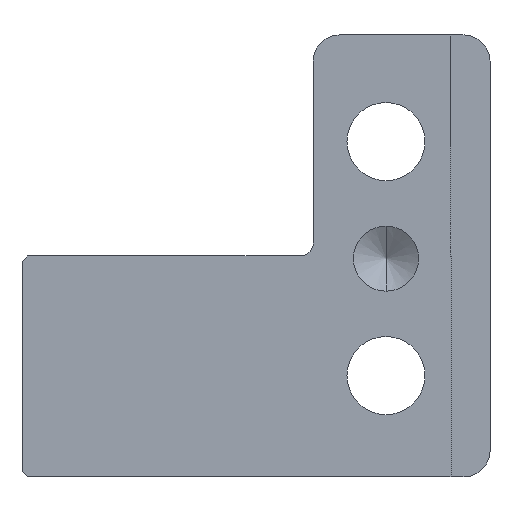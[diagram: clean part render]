
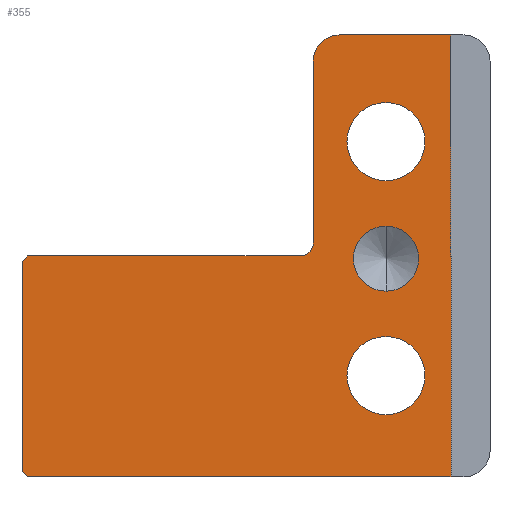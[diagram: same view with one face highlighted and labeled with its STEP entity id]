
A CAD part, front view. The second image highlights one B-rep face of the part: STEP entity #355.
In plain terms, the highlighted planar face has unit normal (0, -1, 0).
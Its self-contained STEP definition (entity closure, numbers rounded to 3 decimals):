
#7 = DIRECTION ( 'NONE',  ( 0., 1., 0. ) ) ;
#17 = EDGE_CURVE ( 'NONE', #2000, #2009, #1446, .T. ) ;
#32 = ORIENTED_EDGE ( 'NONE', *, *, #276, .T. ) ;
#44 = CARTESIAN_POINT ( 'NONE',  ( -10., 1.2, 1.2 ) ) ;
#71 = ORIENTED_EDGE ( 'NONE', *, *, #973, .T. ) ;
#80 = DIRECTION ( 'NONE',  ( 0., 0., 1. ) ) ;
#102 = CARTESIAN_POINT ( 'NONE',  ( 4., 1.2, 8.15 ) ) ;
#104 = ORIENTED_EDGE ( 'NONE', *, *, #1256, .F. ) ;
#109 = VERTEX_POINT ( 'NONE', #626 ) ;
#115 = DIRECTION ( 'NONE',  ( 0., 0., 1. ) ) ;
#117 = CARTESIAN_POINT ( 'NONE',  ( 0.7, 1.2, 9.5 ) ) ;
#122 = AXIS2_PLACEMENT_3D ( 'NONE', #939, #1013, #1020 ) ;
#123 = CARTESIAN_POINT ( 'NONE',  ( 6.5, 1.2, 1. ) ) ;
#176 = VERTEX_POINT ( 'NONE', #212 ) ;
#203 = ORIENTED_EDGE ( 'NONE', *, *, #405, .T. ) ;
#212 = CARTESIAN_POINT ( 'NONE',  ( 4., 1.2, 6.4 ) ) ;
#241 = CARTESIAN_POINT ( 'NONE',  ( 1.2, 1.2, 10. ) ) ;
#255 = CARTESIAN_POINT ( 'NONE',  ( 4., 1.2, 9.4 ) ) ;
#274 = DIRECTION ( 'NONE',  ( 0., 1., 0. ) ) ;
#276 = EDGE_CURVE ( 'NONE', #2003, #1996, #1236, .T. ) ;
#299 = CIRCLE ( 'NONE', #1237, 1.25 ) ;
#304 = CARTESIAN_POINT ( 'NONE',  ( -9.8, 1.2, 1. ) ) ;
#307 = DIRECTION ( 'NONE',  ( 0., 0., 1. ) ) ;
#317 = CARTESIAN_POINT ( 'NONE',  ( 6.5, 1.2, 19.858 ) ) ;
#321 = VERTEX_POINT ( 'NONE', #609 ) ;
#355 = ADVANCED_FACE ( 'NONE', ( #1167, #1169, #1175, #1174 ), #944, .F. ) ;
#368 = CARTESIAN_POINT ( 'NONE',  ( -10., 1.2, 9.3 ) ) ;
#393 = DIRECTION ( 'NONE',  ( 1., 0., 0. ) ) ;
#405 = EDGE_CURVE ( 'NONE', #1963, #109, #1138, .T. ) ;
#417 = EDGE_CURVE ( 'NONE', #321, #1364, #1134, .T. ) ;
#419 = AXIS2_PLACEMENT_3D ( 'NONE', #1325, #1330, #1349 ) ;
#443 = CARTESIAN_POINT ( 'NONE',  ( 6.5, 1.2, 18. ) ) ;
#447 = CIRCLE ( 'NONE', #1309, 0.5 ) ;
#458 = DIRECTION ( 'NONE',  ( 0.707, 0., -0.707 ) ) ;
#459 = EDGE_CURVE ( 'NONE', #2003, #1058, #1112, .T. ) ;
#471 = EDGE_CURVE ( 'NONE', #1364, #321, #1106, .T. ) ;
#477 = ORIENTED_EDGE ( 'NONE', *, *, #1098, .T. ) ;
#494 = ORIENTED_EDGE ( 'NONE', *, *, #1107, .F. ) ;
#521 = VECTOR ( 'NONE', #1693, 1000. ) ;
#526 = CARTESIAN_POINT ( 'NONE',  ( -10., 1.2, 9.5 ) ) ;
#539 = LINE ( 'NONE', #1184, #521 ) ;
#551 = DIRECTION ( 'NONE',  ( 0., 0., -1. ) ) ;
#600 = CIRCLE ( 'NONE', #1388, 1.25 ) ;
#604 = EDGE_CURVE ( 'NONE', #176, #1244, #985, .T. ) ;
#609 = CARTESIAN_POINT ( 'NONE',  ( 4., 1.2, 15.4 ) ) ;
#617 = CIRCLE ( 'NONE', #1393, 1.5 ) ;
#626 = CARTESIAN_POINT ( 'NONE',  ( 1.2, 1.2, 17. ) ) ;
#636 = VECTOR ( 'NONE', #551, 1000. ) ;
#653 = VECTOR ( 'NONE', #458, 1000. ) ;
#662 = CARTESIAN_POINT ( 'NONE',  ( 1.2, 1.2, 18. ) ) ;
#663 = LINE ( 'NONE', #662, #636 ) ;
#664 = EDGE_LOOP ( 'NONE', ( #1524, #1908, #1853, #71, #1510, #32, #104, #203, #1419, #1765 ) ) ;
#669 = LINE ( 'NONE', #1310, #653 ) ;
#708 = DIRECTION ( 'NONE',  ( 0., 0., 1. ) ) ;
#739 = EDGE_CURVE ( 'NONE', #1976, #1061, #839, .T. ) ;
#740 = CARTESIAN_POINT ( 'NONE',  ( 4., 1.2, 9.4 ) ) ;
#741 = LINE ( 'NONE', #1798, #769 ) ;
#763 = EDGE_LOOP ( 'NONE', ( #1680, #477 ) ) ;
#769 = VECTOR ( 'NONE', #1357, 1000. ) ;
#839 = LINE ( 'NONE', #1253, #855 ) ;
#855 = VECTOR ( 'NONE', #1689, 1000. ) ;
#870 = ORIENTED_EDGE ( 'NONE', *, *, #417, .T. ) ;
#872 = DIRECTION ( 'NONE',  ( 0., -1., 0. ) ) ;
#885 = CARTESIAN_POINT ( 'NONE',  ( 4., 1.2, 4.9 ) ) ;
#886 = DIRECTION ( 'NONE',  ( 0., 0., -1. ) ) ;
#907 = EDGE_CURVE ( 'NONE', #2000, #1976, #741, .T. ) ;
#939 = CARTESIAN_POINT ( 'NONE',  ( 1.75, 1.2, 18. ) ) ;
#944 = PLANE ( 'NONE',  #122 ) ;
#973 = EDGE_CURVE ( 'NONE', #1061, #1058, #669, .T. ) ;
#985 = CIRCLE ( 'NONE', #1782, 1.5 ) ;
#999 = CARTESIAN_POINT ( 'NONE',  ( 4., 1.2, 3.4 ) ) ;
#1005 = EDGE_CURVE ( 'NONE', #109, #1432, #663, .T. ) ;
#1013 = DIRECTION ( 'NONE',  ( 0., 1., 0. ) ) ;
#1020 = DIRECTION ( 'NONE',  ( 0., 0., 1. ) ) ;
#1058 = VERTEX_POINT ( 'NONE', #304 ) ;
#1061 = VERTEX_POINT ( 'NONE', #44 ) ;
#1068 = CARTESIAN_POINT ( 'NONE',  ( 4., 1.2, 10.65 ) ) ;
#1098 = EDGE_CURVE ( 'NONE', #1244, #176, #617, .T. ) ;
#1100 = VECTOR ( 'NONE', #1521, 1000. ) ;
#1102 = CARTESIAN_POINT ( 'NONE',  ( -9.8, 1.2, 9.5 ) ) ;
#1103 = CARTESIAN_POINT ( 'NONE',  ( 0.7, 1.2, 10. ) ) ;
#1106 = CIRCLE ( 'NONE', #1955, 1.5 ) ;
#1107 = EDGE_CURVE ( 'NONE', #1361, #1186, #600, .T. ) ;
#1112 = LINE ( 'NONE', #1535, #1100 ) ;
#1134 = CIRCLE ( 'NONE', #2035, 1.5 ) ;
#1138 = CIRCLE ( 'NONE', #419, 1. ) ;
#1167 = FACE_BOUND ( 'NONE', #1494, .T. ) ;
#1169 = FACE_BOUND ( 'NONE', #763, .T. ) ;
#1174 = FACE_OUTER_BOUND ( 'NONE', #664, .T. ) ;
#1175 = FACE_BOUND ( 'NONE', #1621, .T. ) ;
#1184 = CARTESIAN_POINT ( 'NONE',  ( 1.75, 1.2, 18. ) ) ;
#1186 = VERTEX_POINT ( 'NONE', #102 ) ;
#1222 = CARTESIAN_POINT ( 'NONE',  ( 4., 1.2, 12.4 ) ) ;
#1226 = VECTOR ( 'NONE', #307, 1000. ) ;
#1227 = DIRECTION ( 'NONE',  ( 0., -1., 0. ) ) ;
#1236 = LINE ( 'NONE', #317, #1226 ) ;
#1237 = AXIS2_PLACEMENT_3D ( 'NONE', #255, #1227, #1834 ) ;
#1244 = VERTEX_POINT ( 'NONE', #999 ) ;
#1253 = CARTESIAN_POINT ( 'NONE',  ( -10., 1.2, 0. ) ) ;
#1256 = EDGE_CURVE ( 'NONE', #1963, #1996, #539, .T. ) ;
#1309 = AXIS2_PLACEMENT_3D ( 'NONE', #1103, #274, #80 ) ;
#1310 = CARTESIAN_POINT ( 'NONE',  ( -9.8, 1.2, 1. ) ) ;
#1325 = CARTESIAN_POINT ( 'NONE',  ( 2.2, 1.2, 17. ) ) ;
#1330 = DIRECTION ( 'NONE',  ( 0., -1., 0. ) ) ;
#1349 = DIRECTION ( 'NONE',  ( 0., 0., 1. ) ) ;
#1357 = DIRECTION ( 'NONE',  ( -0.707, 0., -0.707 ) ) ;
#1361 = VERTEX_POINT ( 'NONE', #1068 ) ;
#1364 = VERTEX_POINT ( 'NONE', #1222 ) ;
#1388 = AXIS2_PLACEMENT_3D ( 'NONE', #740, #872, #886 ) ;
#1393 = AXIS2_PLACEMENT_3D ( 'NONE', #1671, #1517, #708 ) ;
#1403 = CARTESIAN_POINT ( 'NONE',  ( 4., 1.2, 13.9 ) ) ;
#1405 = DIRECTION ( 'NONE',  ( 0., 1., 0. ) ) ;
#1409 = DIRECTION ( 'NONE',  ( 0., 0., 1. ) ) ;
#1419 = ORIENTED_EDGE ( 'NONE', *, *, #1005, .T. ) ;
#1432 = VERTEX_POINT ( 'NONE', #241 ) ;
#1445 = VECTOR ( 'NONE', #393, 1000. ) ;
#1446 = LINE ( 'NONE', #526, #1445 ) ;
#1494 = EDGE_LOOP ( 'NONE', ( #1623, #494 ) ) ;
#1495 = EDGE_CURVE ( 'NONE', #1432, #2009, #447, .T. ) ;
#1510 = ORIENTED_EDGE ( 'NONE', *, *, #459, .F. ) ;
#1517 = DIRECTION ( 'NONE',  ( 0., 1., 0. ) ) ;
#1521 = DIRECTION ( 'NONE',  ( -1., 0., 0. ) ) ;
#1524 = ORIENTED_EDGE ( 'NONE', *, *, #17, .F. ) ;
#1529 = CARTESIAN_POINT ( 'NONE',  ( 2.2, 1.2, 18. ) ) ;
#1535 = CARTESIAN_POINT ( 'NONE',  ( 1.75, 1.2, 1. ) ) ;
#1576 = CARTESIAN_POINT ( 'NONE',  ( 4., 1.2, 13.9 ) ) ;
#1584 = DIRECTION ( 'NONE',  ( 0., 1., 0. ) ) ;
#1595 = DIRECTION ( 'NONE',  ( 0., 0., 1. ) ) ;
#1621 = EDGE_LOOP ( 'NONE', ( #870, #1846 ) ) ;
#1623 = ORIENTED_EDGE ( 'NONE', *, *, #1814, .F. ) ;
#1671 = CARTESIAN_POINT ( 'NONE',  ( 4., 1.2, 4.9 ) ) ;
#1680 = ORIENTED_EDGE ( 'NONE', *, *, #604, .T. ) ;
#1689 = DIRECTION ( 'NONE',  ( 0., 0., -1. ) ) ;
#1693 = DIRECTION ( 'NONE',  ( 1., 0., 0. ) ) ;
#1765 = ORIENTED_EDGE ( 'NONE', *, *, #1495, .T. ) ;
#1782 = AXIS2_PLACEMENT_3D ( 'NONE', #885, #7, #115 ) ;
#1798 = CARTESIAN_POINT ( 'NONE',  ( -10., 1.2, 9.3 ) ) ;
#1814 = EDGE_CURVE ( 'NONE', #1186, #1361, #299, .T. ) ;
#1834 = DIRECTION ( 'NONE',  ( 0., 0., -1. ) ) ;
#1846 = ORIENTED_EDGE ( 'NONE', *, *, #471, .T. ) ;
#1853 = ORIENTED_EDGE ( 'NONE', *, *, #739, .T. ) ;
#1908 = ORIENTED_EDGE ( 'NONE', *, *, #907, .T. ) ;
#1955 = AXIS2_PLACEMENT_3D ( 'NONE', #1576, #1584, #1595 ) ;
#1963 = VERTEX_POINT ( 'NONE', #1529 ) ;
#1976 = VERTEX_POINT ( 'NONE', #368 ) ;
#1996 = VERTEX_POINT ( 'NONE', #443 ) ;
#2000 = VERTEX_POINT ( 'NONE', #1102 ) ;
#2003 = VERTEX_POINT ( 'NONE', #123 ) ;
#2009 = VERTEX_POINT ( 'NONE', #117 ) ;
#2035 = AXIS2_PLACEMENT_3D ( 'NONE', #1403, #1405, #1409 ) ;
